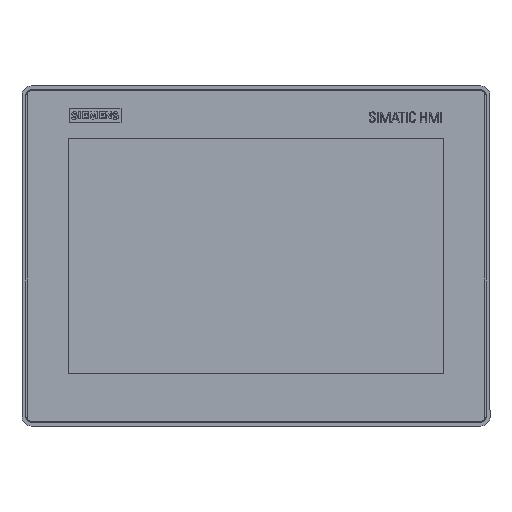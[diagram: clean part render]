
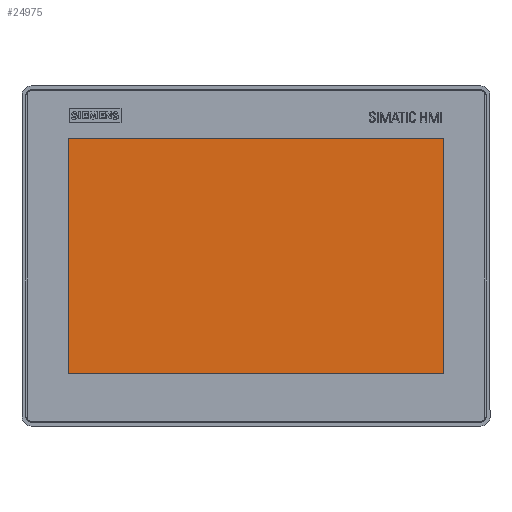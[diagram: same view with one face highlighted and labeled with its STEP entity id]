
A CAD part, top view. The second image highlights one B-rep face of the part: STEP entity #24975.
In plain terms, the highlighted planar face has unit normal (0, 0, 1).
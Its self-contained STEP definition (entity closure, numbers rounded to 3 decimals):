
#22339=FACE_OUTER_BOUND('',#30417,.T.);
#24975=ADVANCED_FACE('',(#22339),#27818,.F.);
#27818=PLANE('',#71506);
#30417=EDGE_LOOP('',(#42049,#42050,#42051,#42052));
#33525=LINE('',#83836,#37510);
#33526=LINE('',#83839,#37511);
#33527=LINE('',#83841,#37512);
#33528=LINE('',#83843,#37513);
#37510=VECTOR('',#74116,1.);
#37511=VECTOR('',#74117,1.);
#37512=VECTOR('',#74118,1.);
#37513=VECTOR('',#74119,1.);
#42049=ORIENTED_EDGE('',*,*,#60950,.T.);
#42050=ORIENTED_EDGE('',*,*,#60951,.T.);
#42051=ORIENTED_EDGE('',*,*,#60952,.T.);
#42052=ORIENTED_EDGE('',*,*,#60953,.T.);
#56229=VERTEX_POINT('',#83837);
#56230=VERTEX_POINT('',#83838);
#56231=VERTEX_POINT('',#83840);
#56232=VERTEX_POINT('',#83842);
#60950=EDGE_CURVE('',#56229,#56230,#33525,.T.);
#60951=EDGE_CURVE('',#56230,#56231,#33526,.T.);
#60952=EDGE_CURVE('',#56231,#56232,#33527,.T.);
#60953=EDGE_CURVE('',#56232,#56229,#33528,.T.);
#71506=AXIS2_PLACEMENT_3D('',#83844,#74120,#74121);
#74116=DIRECTION('',(0.,-1.,0.));
#74117=DIRECTION('',(1.,0.,0.));
#74118=DIRECTION('',(0.,1.,0.));
#74119=DIRECTION('',(-1.,0.,0.));
#74120=DIRECTION('',(0.,0.,-1.));
#74121=DIRECTION('',(-1.,0.,0.));
#83836=CARTESIAN_POINT('',(-131.259,-74.925,-0.4));
#83837=CARTESIAN_POINT('',(-131.259,88.875,-0.4));
#83838=CARTESIAN_POINT('',(-131.259,-74.925,-0.4));
#83839=CARTESIAN_POINT('',(130.341,-74.925,-0.4));
#83840=CARTESIAN_POINT('',(130.341,-74.925,-0.4));
#83841=CARTESIAN_POINT('',(130.341,88.875,-0.4));
#83842=CARTESIAN_POINT('',(130.341,88.875,-0.4));
#83843=CARTESIAN_POINT('',(-131.259,88.875,-0.4));
#83844=CARTESIAN_POINT('',(0.,0.,-0.4));
